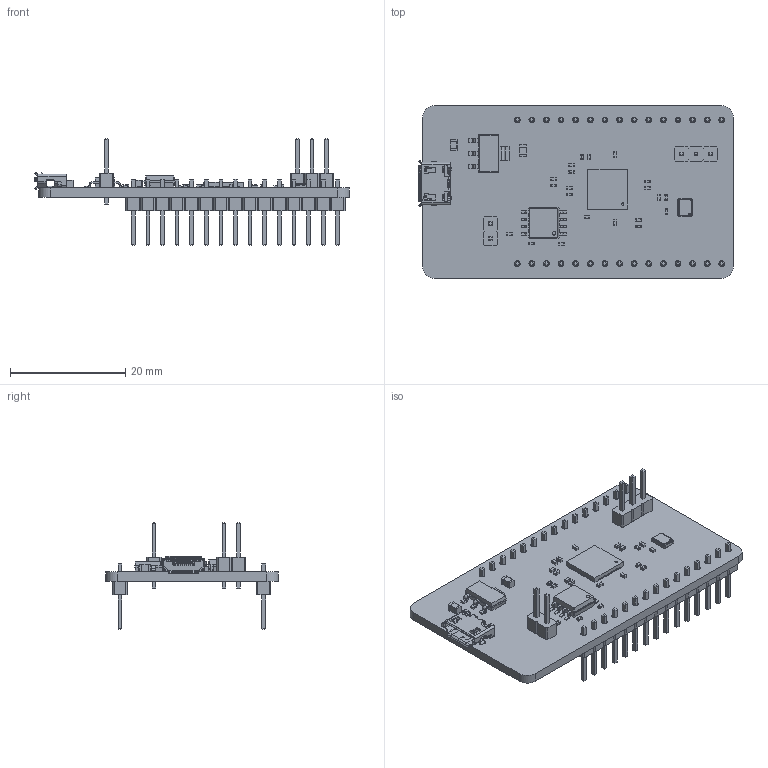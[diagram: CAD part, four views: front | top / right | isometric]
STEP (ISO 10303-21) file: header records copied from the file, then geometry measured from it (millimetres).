
FILE_DESCRIPTION(('KiCad electronic assembly'),'2;1');
FILE_NAME('2024_June_RP2040.step','2024-06-30T02:11:21',('Pcbnew'),( 'Kicad'),'Open CASCADE STEP processor 7.7','KiCad to STEP converter' ,'Unknown');
FILE_SCHEMA(('AUTOMOTIVE_DESIGN { 1 0 10303 214 1 1 1 1 }'));
Length unit declared in the file: millimetre
Products named in the file (26): 2024_June_RP2040 1; C_0402_1005Metric; PinHeader_1x02_P2.54mm_Vertical; PinHeader_1x02_P254mm_Vertical; R_0402_1005Metric; LED_0402_1005Metric; ABM8-272-T3; USB_B_Micro_Amphenol; 10118194-0001LF; C_0805_2012Metric; PinHeader_1x15_P2.54mm_Vertical; PinHeader_1x15_P254mm_Vertical; SOIC-8_5.275x5.275mm_P1.27mm; SOIC_8_5275x5275mm_P127mm; SOT-223; SOT_223; PinHeader_1x03_P2.54mm_Vertical; PinHeader_1x03_P254mm_Vertical; QFN-56-1EP_7x7mm_P0.4mm_EP3.2x3.2mm; QFN_56_1EP_7x7mm_P04mm_EP32x32mm; 2024_June_RP2040_PCB
Assembly tree (45 placements, depth 3):
  2024_June_RP2040 1
    C_0402_1005Metric  x14
      C_0402_1005Metric
    PinHeader_1x02_P2.54mm_Vertical
      PinHeader_1x02_P254mm_Vertical
    R_0402_1005Metric  x6
      R_0402_1005Metric
    LED_0402_1005Metric
      LED_0402_1005Metric
    ABM8-272-T3
      ABM8-272-T3
    USB_B_Micro_Amphenol
      10118194-0001LF
    C_0805_2012Metric  x2
      C_0805_2012Metric
    PinHeader_1x15_P2.54mm_Vertical  x2
      PinHeader_1x15_P254mm_Vertical
    SOIC-8_5.275x5.275mm_P1.27mm
      SOIC_8_5275x5275mm_P127mm
    SOT-223
      SOT_223
    PinHeader_1x03_P2.54mm_Vertical
      PinHeader_1x03_P254mm_Vertical
    QFN-56-1EP_7x7mm_P0.4mm_EP3.2x3.2mm
      QFN_56_1EP_7x7mm_P04mm_EP32x32mm
    2024_June_RP2040_PCB
Bounding box: 54.71 x 30 x 18.58 mm (x, y, z)
Volume: 3418.7 mm3; surface area: 6167.8 mm2
Topology: 53 solids, 53 shells, 3088 faces, 8124 edges, 5242 vertices
Faces by surface type: plane 2310, cylinder 676, bspline 76, torus 16, cone 10
Full cylindrical faces by diameter (mm): 0.4 x1, 0.6 x1, 1 x35
Entity records: 77706 total; most frequent: CARTESIAN_POINT 16408, ORIENTED_EDGE 11794, DIRECTION 9887, EDGE_CURVE 5897, LINE 4423, VECTOR 4423, VERTEX_POINT 3806, AXIS2_PLACEMENT_3D 2732
